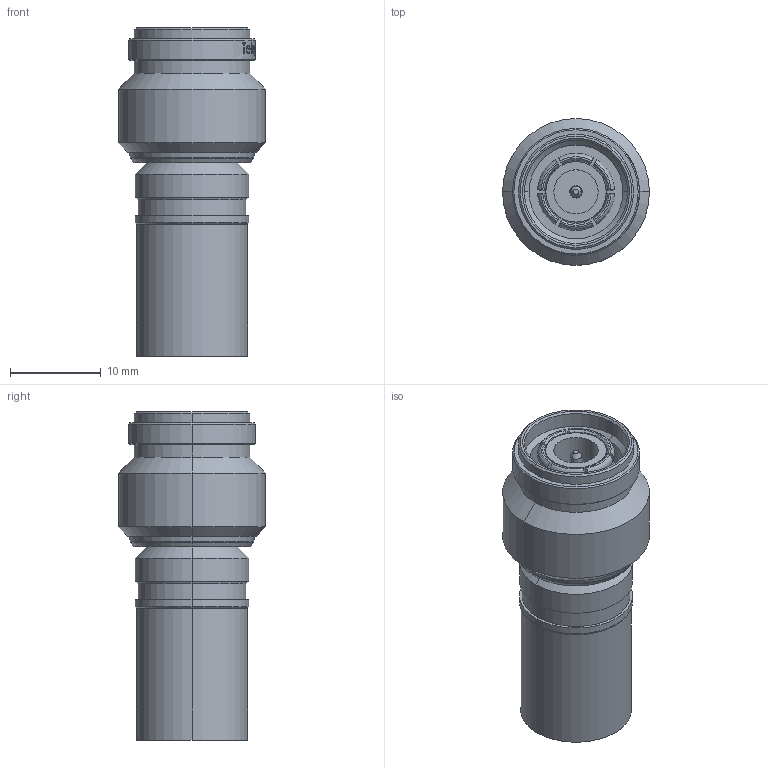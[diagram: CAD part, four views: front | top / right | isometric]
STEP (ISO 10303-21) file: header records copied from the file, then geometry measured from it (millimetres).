
FILE_DESCRIPTION (( 'STEP AP214' ), '1' );
FILE_NAME ('J01010A0051.STEP', '2013-04-22T08:58:38', ( 'Wartung1' ), ( '' ), 'SwSTEP 2.0', 'SolidWorks 2012', '' );
FILE_SCHEMA (( 'AUTOMOTIVE_DESIGN' ));
Length unit declared in the file: millimetre
Products named in the file (1): J01010A0051
Bounding box: 16.2 x 16.2 x 36.2 mm (x, y, z)
Volume: 3901.1 mm3; surface area: 2998.6 mm2
Topology: 1 solids, 1 shells, 292 faces, 721 edges, 467 vertices
Faces by surface type: plane 92, bspline 83, cylinder 66, cone 41, torus 10
Entity records: 17342 total; most frequent: CARTESIAN_POINT 7927, ORIENTED_EDGE 1442, DIRECTION 1021, EDGE_CURVE 721, VERTEX_POINT 467, AXIS2_PLACEMENT_3D 399, EDGE_LOOP 328, B_SPLINE_CURVE_WITH_KNOTS 295
